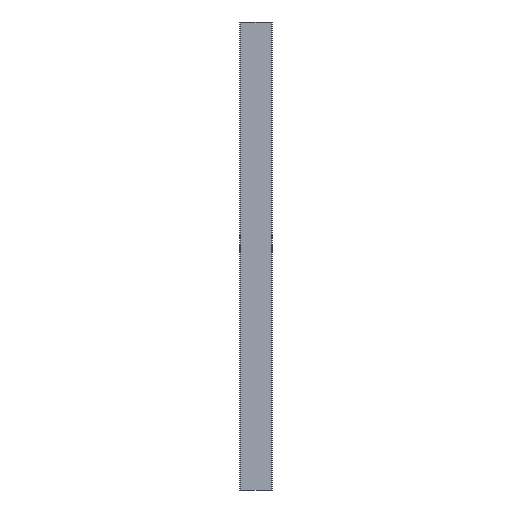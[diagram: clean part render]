
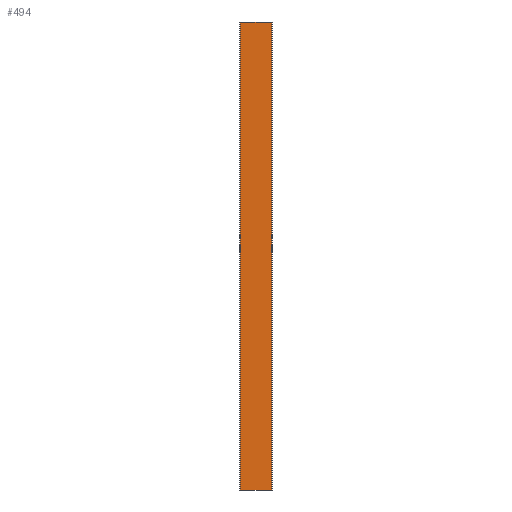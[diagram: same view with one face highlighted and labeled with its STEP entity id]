
A CAD part, front view. The second image highlights one B-rep face of the part: STEP entity #494.
In plain terms, the highlighted planar face has unit normal (0, -1, 0).
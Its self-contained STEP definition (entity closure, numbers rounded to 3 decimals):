
#22 = CARTESIAN_POINT ( 'NONE',  ( -101., -2., 0. ) ) ;
#26 = VECTOR ( 'NONE', #533, 1000. ) ;
#49 = ORIENTED_EDGE ( 'NONE', *, *, #59, .T. ) ;
#51 = EDGE_CURVE ( 'NONE', #388, #454, #190, .T. ) ;
#58 = PLANE ( 'NONE',  #598 ) ;
#59 = EDGE_CURVE ( 'NONE', #307, #121, #495, .T. ) ;
#71 = DIRECTION ( 'NONE',  ( 0., 0., -1. ) ) ;
#73 = VECTOR ( 'NONE', #180, 1000. ) ;
#74 = LINE ( 'NONE', #553, #179 ) ;
#76 = DIRECTION ( 'NONE',  ( 1., 0., 0. ) ) ;
#91 = CARTESIAN_POINT ( 'NONE',  ( -101., -2., -3000. ) ) ;
#95 = EDGE_CURVE ( 'NONE', #280, #470, #272, .T. ) ;
#107 = DIRECTION ( 'NONE',  ( -1., 0., 0. ) ) ;
#121 = VERTEX_POINT ( 'NONE', #22 ) ;
#130 = DIRECTION ( 'NONE',  ( 1., 0., 0. ) ) ;
#139 = CARTESIAN_POINT ( 'NONE',  ( -103., -2., -3000. ) ) ;
#146 = LINE ( 'NONE', #203, #566 ) ;
#176 = VERTEX_POINT ( 'NONE', #399 ) ;
#179 = VECTOR ( 'NONE', #130, 1000. ) ;
#180 = DIRECTION ( 'NONE',  ( 0., 0., -1. ) ) ;
#190 = LINE ( 'NONE', #477, #387 ) ;
#196 = EDGE_LOOP ( 'NONE', ( #487, #49, #588, #463, #323, #229, #505, #426 ) ) ;
#203 = CARTESIAN_POINT ( 'NONE',  ( -103., -2., 0. ) ) ;
#229 = ORIENTED_EDGE ( 'NONE', *, *, #320, .T. ) ;
#245 = CARTESIAN_POINT ( 'NONE',  ( -103., -2., -3000. ) ) ;
#254 = EDGE_CURVE ( 'NONE', #176, #388, #146, .T. ) ;
#268 = EDGE_CURVE ( 'NONE', #307, #176, #314, .T. ) ;
#272 = LINE ( 'NONE', #245, #26 ) ;
#280 = VERTEX_POINT ( 'NONE', #583 ) ;
#298 = CARTESIAN_POINT ( 'NONE',  ( -103., -2., 0. ) ) ;
#307 = VERTEX_POINT ( 'NONE', #447 ) ;
#314 = LINE ( 'NONE', #298, #431 ) ;
#320 = EDGE_CURVE ( 'NONE', #470, #454, #74, .T. ) ;
#323 = ORIENTED_EDGE ( 'NONE', *, *, #95, .T. ) ;
#349 = DIRECTION ( 'NONE',  ( 1., 0., 0. ) ) ;
#357 = VECTOR ( 'NONE', #107, 1000. ) ;
#369 = CARTESIAN_POINT ( 'NONE',  ( -103., -2., -3000. ) ) ;
#371 = CARTESIAN_POINT ( 'NONE',  ( -101., -2., -3000. ) ) ;
#379 = LINE ( 'NONE', #91, #73 ) ;
#386 = VECTOR ( 'NONE', #556, 1000. ) ;
#387 = VECTOR ( 'NONE', #71, 1000. ) ;
#388 = VERTEX_POINT ( 'NONE', #498 ) ;
#399 = CARTESIAN_POINT ( 'NONE',  ( 98., -2., 0. ) ) ;
#413 = CARTESIAN_POINT ( 'NONE',  ( 101., -2., -3000. ) ) ;
#426 = ORIENTED_EDGE ( 'NONE', *, *, #254, .F. ) ;
#431 = VECTOR ( 'NONE', #76, 1000. ) ;
#441 = EDGE_CURVE ( 'NONE', #280, #486, #493, .T. ) ;
#447 = CARTESIAN_POINT ( 'NONE',  ( -98., -2., 0. ) ) ;
#454 = VERTEX_POINT ( 'NONE', #413 ) ;
#456 = CARTESIAN_POINT ( 'NONE',  ( 98., -2., -3000. ) ) ;
#457 = DIRECTION ( 'NONE',  ( 0., -1., 0. ) ) ;
#463 = ORIENTED_EDGE ( 'NONE', *, *, #441, .F. ) ;
#470 = VERTEX_POINT ( 'NONE', #456 ) ;
#474 = CARTESIAN_POINT ( 'NONE',  ( -98., -2., 0. ) ) ;
#477 = CARTESIAN_POINT ( 'NONE',  ( 101., -2., -3000. ) ) ;
#486 = VERTEX_POINT ( 'NONE', #371 ) ;
#487 = ORIENTED_EDGE ( 'NONE', *, *, #268, .F. ) ;
#493 = LINE ( 'NONE', #369, #386 ) ;
#494 = ADVANCED_FACE ( 'NONE', ( #528 ), #58, .T. ) ;
#495 = LINE ( 'NONE', #474, #357 ) ;
#498 = CARTESIAN_POINT ( 'NONE',  ( 101., -2., 0. ) ) ;
#505 = ORIENTED_EDGE ( 'NONE', *, *, #51, .F. ) ;
#507 = DIRECTION ( 'NONE',  ( 0., 0., -1. ) ) ;
#528 = FACE_OUTER_BOUND ( 'NONE', #196, .T. ) ;
#533 = DIRECTION ( 'NONE',  ( 1., 0., 0. ) ) ;
#553 = CARTESIAN_POINT ( 'NONE',  ( 98., -2., -3000. ) ) ;
#556 = DIRECTION ( 'NONE',  ( -1., 0., 0. ) ) ;
#563 = EDGE_CURVE ( 'NONE', #121, #486, #379, .T. ) ;
#566 = VECTOR ( 'NONE', #349, 1000. ) ;
#583 = CARTESIAN_POINT ( 'NONE',  ( -98., -2., -3000. ) ) ;
#588 = ORIENTED_EDGE ( 'NONE', *, *, #563, .T. ) ;
#598 = AXIS2_PLACEMENT_3D ( 'NONE', #139, #457, #507 ) ;
